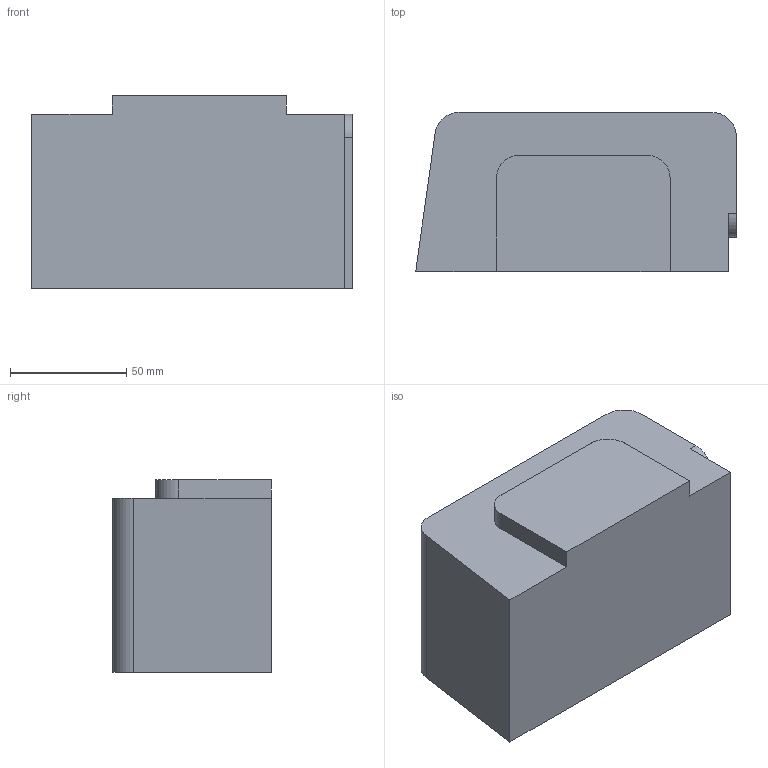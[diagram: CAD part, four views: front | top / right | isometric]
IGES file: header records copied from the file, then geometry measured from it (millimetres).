
Start section:  PTC IGES file: opto_bend_jig_upper_guide.igs
Global section: file name: opto_bend_jig_upper_guide.igs; native system: Pro/ENGINEER by Parametric Technology Corporation; preprocessor: 2004280; author: ericcan; organization: Unknown; date: 060731.150135; units: millimetre
Bounding box: 138.13 x 68.5 x 83 mm (x, y, z)
Surface area: 49737.2 mm2 (no closed solid volume)
Topology: 0 solids, 0 shells, 17 faces, 90 edges, 90 vertices
Faces by surface type: bspline 12, revolution 5
